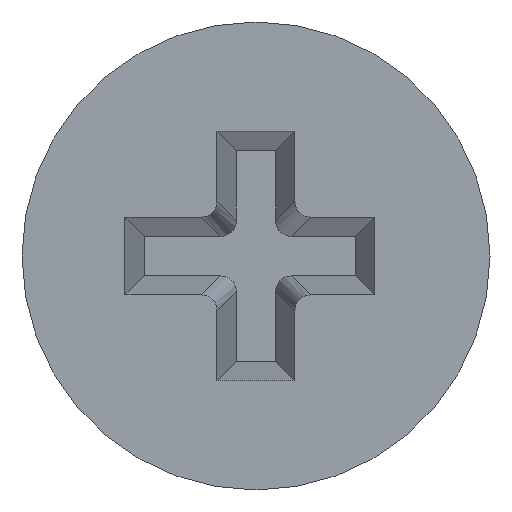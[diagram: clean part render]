
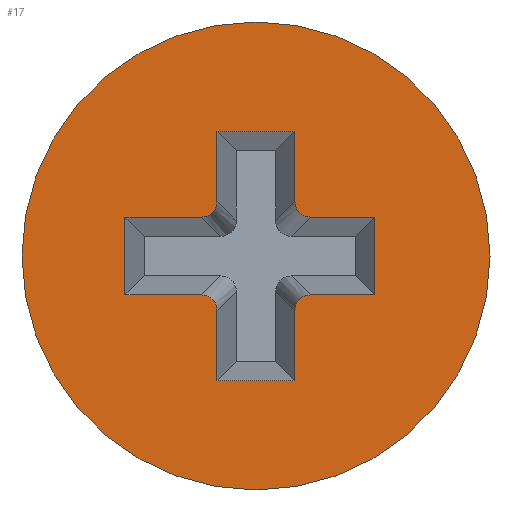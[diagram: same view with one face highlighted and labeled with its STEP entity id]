
A CAD part, top view. The second image highlights one B-rep face of the part: STEP entity #17.
In plain terms, the highlighted planar face has unit normal (0, 0, 1).
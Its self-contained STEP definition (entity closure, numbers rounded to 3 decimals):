
#17 = ADVANCED_FACE('',(#18,#192),#203,.T.);
#18 = FACE_BOUND('',#19,.F.);
#19 = EDGE_LOOP('',(#20,#30,#49,#57,#65,#73,#92,#100,#108,#116,#135,#143
    ,#151,#159,#178,#186));
#20 = ORIENTED_EDGE('',*,*,#21,.F.);
#21 = EDGE_CURVE('',#22,#24,#26,.T.);
#22 = VERTEX_POINT('',#23);
#23 = CARTESIAN_POINT('',(-0.25,0.348,8.175));
#24 = VERTEX_POINT('',#25);
#25 = CARTESIAN_POINT('',(-0.25,0.8,8.175));
#26 = LINE('',#27,#28);
#27 = CARTESIAN_POINT('',(-0.25,0.25,8.175));
#28 = VECTOR('',#29,1.);
#29 = DIRECTION('',(0.,1.,0.));
#30 = ORIENTED_EDGE('',*,*,#31,.T.);
#31 = EDGE_CURVE('',#22,#32,#34,.T.);
#32 = VERTEX_POINT('',#33);
#33 = CARTESIAN_POINT('',(-0.348,0.25,8.175));
#34 = B_SPLINE_CURVE_WITH_KNOTS('',7,(#35,#36,#37,#38,#39,#40,#41,#42,
    #43,#44,#45,#46,#47,#48),.UNSPECIFIED.,.F.,.F.,(8,6,8),(0.,
    0.499,1.),.UNSPECIFIED.);
#35 = CARTESIAN_POINT('',(-0.25,0.348,8.175));
#36 = CARTESIAN_POINT('',(-0.25,0.338,8.175));
#37 = CARTESIAN_POINT('',(-0.251,0.328,8.175));
#38 = CARTESIAN_POINT('',(-0.254,0.317,8.175));
#39 = CARTESIAN_POINT('',(-0.258,0.306,8.175));
#40 = CARTESIAN_POINT('',(-0.263,0.296,8.175));
#41 = CARTESIAN_POINT('',(-0.27,0.287,8.175));
#42 = CARTESIAN_POINT('',(-0.287,0.271,8.175));
#43 = CARTESIAN_POINT('',(-0.296,0.264,8.175));
#44 = CARTESIAN_POINT('',(-0.306,0.258,8.175));
#45 = CARTESIAN_POINT('',(-0.317,0.254,8.175));
#46 = CARTESIAN_POINT('',(-0.328,0.251,8.175));
#47 = CARTESIAN_POINT('',(-0.338,0.25,8.175));
#48 = CARTESIAN_POINT('',(-0.348,0.25,8.175));
#49 = ORIENTED_EDGE('',*,*,#50,.T.);
#50 = EDGE_CURVE('',#32,#51,#53,.T.);
#51 = VERTEX_POINT('',#52);
#52 = CARTESIAN_POINT('',(-0.84,0.25,8.175));
#53 = LINE('',#54,#55);
#54 = CARTESIAN_POINT('',(-0.25,0.25,8.175));
#55 = VECTOR('',#56,1.);
#56 = DIRECTION('',(-1.,0.,0.));
#57 = ORIENTED_EDGE('',*,*,#58,.T.);
#58 = EDGE_CURVE('',#51,#59,#61,.T.);
#59 = VERTEX_POINT('',#60);
#60 = CARTESIAN_POINT('',(-0.84,-0.25,8.175));
#61 = LINE('',#62,#63);
#62 = CARTESIAN_POINT('',(-0.84,0.25,8.175));
#63 = VECTOR('',#64,1.);
#64 = DIRECTION('',(-0.,-1.,0.));
#65 = ORIENTED_EDGE('',*,*,#66,.T.);
#66 = EDGE_CURVE('',#59,#67,#69,.T.);
#67 = VERTEX_POINT('',#68);
#68 = CARTESIAN_POINT('',(-0.348,-0.25,8.175));
#69 = LINE('',#70,#71);
#70 = CARTESIAN_POINT('',(-0.84,-0.25,8.175));
#71 = VECTOR('',#72,1.);
#72 = DIRECTION('',(1.,0.,0.));
#73 = ORIENTED_EDGE('',*,*,#74,.F.);
#74 = EDGE_CURVE('',#75,#67,#77,.T.);
#75 = VERTEX_POINT('',#76);
#76 = CARTESIAN_POINT('',(-0.25,-0.348,8.175));
#77 = B_SPLINE_CURVE_WITH_KNOTS('',7,(#78,#79,#80,#81,#82,#83,#84,#85,
    #86,#87,#88,#89,#90,#91),.UNSPECIFIED.,.F.,.F.,(8,6,8),(0.,
    0.499,1.),.UNSPECIFIED.);
#78 = CARTESIAN_POINT('',(-0.25,-0.348,8.175));
#79 = CARTESIAN_POINT('',(-0.25,-0.338,8.175));
#80 = CARTESIAN_POINT('',(-0.251,-0.328,8.175));
#81 = CARTESIAN_POINT('',(-0.254,-0.317,8.175));
#82 = CARTESIAN_POINT('',(-0.258,-0.306,8.175));
#83 = CARTESIAN_POINT('',(-0.263,-0.296,8.175));
#84 = CARTESIAN_POINT('',(-0.27,-0.287,8.175));
#85 = CARTESIAN_POINT('',(-0.287,-0.271,8.175));
#86 = CARTESIAN_POINT('',(-0.296,-0.264,8.175));
#87 = CARTESIAN_POINT('',(-0.306,-0.258,8.175));
#88 = CARTESIAN_POINT('',(-0.317,-0.254,8.175));
#89 = CARTESIAN_POINT('',(-0.328,-0.251,8.175));
#90 = CARTESIAN_POINT('',(-0.338,-0.25,8.175));
#91 = CARTESIAN_POINT('',(-0.348,-0.25,8.175));
#92 = ORIENTED_EDGE('',*,*,#93,.F.);
#93 = EDGE_CURVE('',#94,#75,#96,.T.);
#94 = VERTEX_POINT('',#95);
#95 = CARTESIAN_POINT('',(-0.25,-0.8,8.175));
#96 = LINE('',#97,#98);
#97 = CARTESIAN_POINT('',(-0.25,-0.8,8.175));
#98 = VECTOR('',#99,1.);
#99 = DIRECTION('',(0.,1.,0.));
#100 = ORIENTED_EDGE('',*,*,#101,.F.);
#101 = EDGE_CURVE('',#102,#94,#104,.T.);
#102 = VERTEX_POINT('',#103);
#103 = CARTESIAN_POINT('',(0.25,-0.8,8.175));
#104 = LINE('',#105,#106);
#105 = CARTESIAN_POINT('',(0.25,-0.8,8.175));
#106 = VECTOR('',#107,1.);
#107 = DIRECTION('',(-1.,0.,0.));
#108 = ORIENTED_EDGE('',*,*,#109,.F.);
#109 = EDGE_CURVE('',#110,#102,#112,.T.);
#110 = VERTEX_POINT('',#111);
#111 = CARTESIAN_POINT('',(0.25,-0.348,8.175));
#112 = LINE('',#113,#114);
#113 = CARTESIAN_POINT('',(0.25,-0.25,8.175));
#114 = VECTOR('',#115,1.);
#115 = DIRECTION('',(-0.,-1.,0.));
#116 = ORIENTED_EDGE('',*,*,#117,.F.);
#117 = EDGE_CURVE('',#118,#110,#120,.T.);
#118 = VERTEX_POINT('',#119);
#119 = CARTESIAN_POINT('',(0.348,-0.25,8.175));
#120 = B_SPLINE_CURVE_WITH_KNOTS('',7,(#121,#122,#123,#124,#125,#126,
    #127,#128,#129,#130,#131,#132,#133,#134),.UNSPECIFIED.,.F.,.F.,(8,6,
    8),(0.,0.499,1.),.UNSPECIFIED.);
#121 = CARTESIAN_POINT('',(0.348,-0.25,8.175));
#122 = CARTESIAN_POINT('',(0.338,-0.25,8.175));
#123 = CARTESIAN_POINT('',(0.328,-0.251,8.175));
#124 = CARTESIAN_POINT('',(0.317,-0.254,8.175));
#125 = CARTESIAN_POINT('',(0.306,-0.258,8.175));
#126 = CARTESIAN_POINT('',(0.296,-0.263,8.175));
#127 = CARTESIAN_POINT('',(0.287,-0.27,8.175));
#128 = CARTESIAN_POINT('',(0.271,-0.287,8.175));
#129 = CARTESIAN_POINT('',(0.264,-0.296,8.175));
#130 = CARTESIAN_POINT('',(0.258,-0.306,8.175));
#131 = CARTESIAN_POINT('',(0.254,-0.317,8.175));
#132 = CARTESIAN_POINT('',(0.251,-0.328,8.175));
#133 = CARTESIAN_POINT('',(0.25,-0.338,8.175));
#134 = CARTESIAN_POINT('',(0.25,-0.348,8.175));
#135 = ORIENTED_EDGE('',*,*,#136,.T.);
#136 = EDGE_CURVE('',#118,#137,#139,.T.);
#137 = VERTEX_POINT('',#138);
#138 = CARTESIAN_POINT('',(0.76,-0.25,8.175));
#139 = LINE('',#140,#141);
#140 = CARTESIAN_POINT('',(0.25,-0.25,8.175));
#141 = VECTOR('',#142,1.);
#142 = DIRECTION('',(1.,0.,0.));
#143 = ORIENTED_EDGE('',*,*,#144,.T.);
#144 = EDGE_CURVE('',#137,#145,#147,.T.);
#145 = VERTEX_POINT('',#146);
#146 = CARTESIAN_POINT('',(0.76,0.25,8.175));
#147 = LINE('',#148,#149);
#148 = CARTESIAN_POINT('',(0.76,-0.25,8.175));
#149 = VECTOR('',#150,1.);
#150 = DIRECTION('',(0.,1.,0.));
#151 = ORIENTED_EDGE('',*,*,#152,.T.);
#152 = EDGE_CURVE('',#145,#153,#155,.T.);
#153 = VERTEX_POINT('',#154);
#154 = CARTESIAN_POINT('',(0.348,0.25,8.175));
#155 = LINE('',#156,#157);
#156 = CARTESIAN_POINT('',(0.76,0.25,8.175));
#157 = VECTOR('',#158,1.);
#158 = DIRECTION('',(-1.,0.,0.));
#159 = ORIENTED_EDGE('',*,*,#160,.F.);
#160 = EDGE_CURVE('',#161,#153,#163,.T.);
#161 = VERTEX_POINT('',#162);
#162 = CARTESIAN_POINT('',(0.25,0.348,8.175));
#163 = B_SPLINE_CURVE_WITH_KNOTS('',7,(#164,#165,#166,#167,#168,#169,
    #170,#171,#172,#173,#174,#175,#176,#177),.UNSPECIFIED.,.F.,.F.,(8,6,
    8),(0.,0.499,1.),.UNSPECIFIED.);
#164 = CARTESIAN_POINT('',(0.25,0.348,8.175));
#165 = CARTESIAN_POINT('',(0.25,0.338,8.175));
#166 = CARTESIAN_POINT('',(0.251,0.328,8.175));
#167 = CARTESIAN_POINT('',(0.254,0.317,8.175));
#168 = CARTESIAN_POINT('',(0.258,0.306,8.175));
#169 = CARTESIAN_POINT('',(0.263,0.296,8.175));
#170 = CARTESIAN_POINT('',(0.27,0.287,8.175));
#171 = CARTESIAN_POINT('',(0.287,0.271,8.175));
#172 = CARTESIAN_POINT('',(0.296,0.264,8.175));
#173 = CARTESIAN_POINT('',(0.306,0.258,8.175));
#174 = CARTESIAN_POINT('',(0.317,0.254,8.175));
#175 = CARTESIAN_POINT('',(0.328,0.251,8.175));
#176 = CARTESIAN_POINT('',(0.338,0.25,8.175));
#177 = CARTESIAN_POINT('',(0.348,0.25,8.175));
#178 = ORIENTED_EDGE('',*,*,#179,.F.);
#179 = EDGE_CURVE('',#180,#161,#182,.T.);
#180 = VERTEX_POINT('',#181);
#181 = CARTESIAN_POINT('',(0.25,0.8,8.175));
#182 = LINE('',#183,#184);
#183 = CARTESIAN_POINT('',(0.25,0.8,8.175));
#184 = VECTOR('',#185,1.);
#185 = DIRECTION('',(-0.,-1.,0.));
#186 = ORIENTED_EDGE('',*,*,#187,.F.);
#187 = EDGE_CURVE('',#24,#180,#188,.T.);
#188 = LINE('',#189,#190);
#189 = CARTESIAN_POINT('',(-0.25,0.8,8.175));
#190 = VECTOR('',#191,1.);
#191 = DIRECTION('',(1.,0.,0.));
#192 = FACE_BOUND('',#193,.F.);
#193 = EDGE_LOOP('',(#194));
#194 = ORIENTED_EDGE('',*,*,#195,.F.);
#195 = EDGE_CURVE('',#196,#196,#198,.T.);
#196 = VERTEX_POINT('',#197);
#197 = CARTESIAN_POINT('',(-1.5,0.,8.175));
#198 = CIRCLE('',#199,1.5);
#199 = AXIS2_PLACEMENT_3D('',#200,#201,#202);
#200 = CARTESIAN_POINT('',(0.,0.,8.175));
#201 = DIRECTION('',(0.,0.,1.));
#202 = DIRECTION('',(-1.,0.,0.));
#203 = PLANE('',#204);
#204 = AXIS2_PLACEMENT_3D('',#205,#206,#207);
#205 = CARTESIAN_POINT('',(0.,0.,8.175));
#206 = DIRECTION('',(0.,0.,1.));
#207 = DIRECTION('',(-1.,-0.,-0.));
